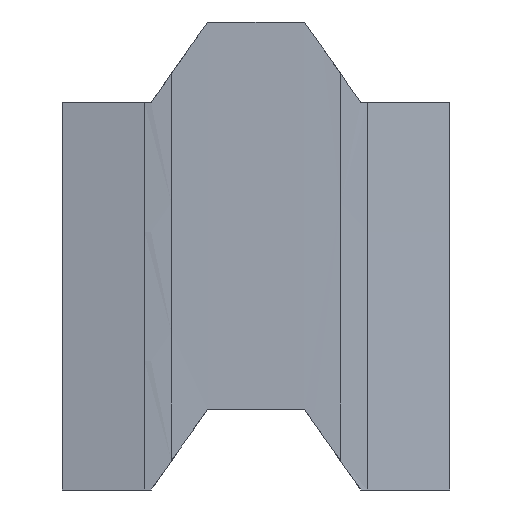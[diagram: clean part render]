
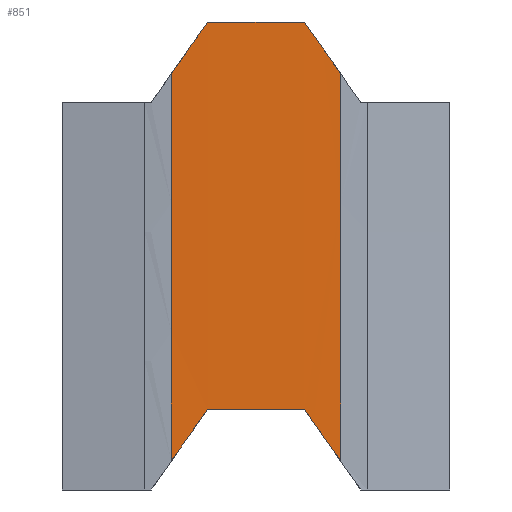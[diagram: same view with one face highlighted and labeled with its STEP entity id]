
A CAD part, front view. The second image highlights one B-rep face of the part: STEP entity #851.
In plain terms, the highlighted cylindrical face has radius 30000 mm (diameter 60000 mm), a partial arc.
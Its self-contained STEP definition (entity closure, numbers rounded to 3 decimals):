
#23=CYLINDRICAL_SURFACE('',#944,30000.);
#37=ELLIPSE('',#916,36623.238,30000.);
#40=ELLIPSE('',#923,36623.238,30000.);
#42=ELLIPSE('',#946,36623.238,30000.);
#43=ELLIPSE('',#947,36623.238,30000.);
#65=CIRCLE('',#943,30000.);
#66=CIRCLE('',#945,30000.);
#101=FACE_OUTER_BOUND('',#154,.T.);
#154=EDGE_LOOP('',(#633,#634,#635,#636,#637,#638,#639,#640));
#210=LINE('',#1315,#282);
#228=LINE('',#1411,#300);
#282=VECTOR('',#1033,10.);
#300=VECTOR('',#1109,10.);
#356=VERTEX_POINT('',#1300);
#357=VERTEX_POINT('',#1302);
#359=VERTEX_POINT('',#1313);
#367=VERTEX_POINT('',#1331);
#384=VERTEX_POINT('',#1392);
#386=VERTEX_POINT('',#1406);
#387=VERTEX_POINT('',#1408);
#388=VERTEX_POINT('',#1410);
#441=EDGE_CURVE('',#357,#356,#37,.T.);
#445=EDGE_CURVE('',#356,#359,#210,.T.);
#454=EDGE_CURVE('',#359,#367,#40,.T.);
#479=EDGE_CURVE('',#357,#384,#65,.T.);
#482=EDGE_CURVE('',#386,#367,#66,.T.);
#483=EDGE_CURVE('',#386,#387,#42,.T.);
#484=EDGE_CURVE('',#387,#388,#228,.T.);
#485=EDGE_CURVE('',#388,#384,#43,.T.);
#633=ORIENTED_EDGE('',*,*,#441,.T.);
#634=ORIENTED_EDGE('',*,*,#445,.T.);
#635=ORIENTED_EDGE('',*,*,#454,.T.);
#636=ORIENTED_EDGE('',*,*,#482,.F.);
#637=ORIENTED_EDGE('',*,*,#483,.T.);
#638=ORIENTED_EDGE('',*,*,#484,.T.);
#639=ORIENTED_EDGE('',*,*,#485,.T.);
#640=ORIENTED_EDGE('',*,*,#479,.F.);
#851=ADVANCED_FACE('',(#101),#23,.F.);
#916=AXIS2_PLACEMENT_3D('',#1303,#1027,#1028);
#923=AXIS2_PLACEMENT_3D('',#1338,#1047,#1048);
#943=AXIS2_PLACEMENT_3D('',#1393,#1101,#1102);
#944=AXIS2_PLACEMENT_3D('',#1405,#1103,#1104);
#945=AXIS2_PLACEMENT_3D('',#1407,#1105,#1106);
#946=AXIS2_PLACEMENT_3D('',#1409,#1107,#1108);
#947=AXIS2_PLACEMENT_3D('',#1412,#1110,#1111);
#1027=DIRECTION('center_axis',(0.819,0.,-0.574));
#1028=DIRECTION('ref_axis',(0.574,0.,0.819));
#1033=DIRECTION('',(1.,0.,0.));
#1047=DIRECTION('center_axis',(-0.819,0.,-0.574));
#1048=DIRECTION('ref_axis',(-0.574,0.,0.819));
#1101=DIRECTION('center_axis',(1.,0.,0.));
#1102=DIRECTION('ref_axis',(0.,1.,-0.006));
#1103=DIRECTION('center_axis',(1.,0.,0.));
#1104=DIRECTION('ref_axis',(0.,1.,0.));
#1105=DIRECTION('center_axis',(-1.,0.,0.));
#1106=DIRECTION('ref_axis',(0.,1.,-0.006));
#1107=DIRECTION('center_axis',(0.819,0.,0.574));
#1108=DIRECTION('ref_axis',(-0.574,0.,0.819));
#1109=DIRECTION('',(-1.,0.,0.));
#1110=DIRECTION('center_axis',(-0.819,0.,0.574));
#1111=DIRECTION('ref_axis',(0.574,0.,0.819));
#1300=CARTESIAN_POINT('',(-30.,-0.77,-215.));
#1302=CARTESIAN_POINT('',(-52.447,-1.017,-247.058));
#1303=CARTESIAN_POINT('Origin',(120.545,-30000.,0.));
#1313=CARTESIAN_POINT('',(30.,-0.77,-215.));
#1315=CARTESIAN_POINT('',(0.,-0.77,-215.));
#1331=CARTESIAN_POINT('',(52.447,-1.017,-247.058));
#1338=CARTESIAN_POINT('Origin',(-120.545,-30000.,0.));
#1392=CARTESIAN_POINT('',(-52.447,-0.001,-7.058));
#1393=CARTESIAN_POINT('Origin',(-52.447,-30000.,0.));
#1405=CARTESIAN_POINT('Origin',(0.,-30000.,0.));
#1406=CARTESIAN_POINT('',(52.447,-0.001,-7.058));
#1407=CARTESIAN_POINT('Origin',(52.447,-30000.,0.));
#1408=CARTESIAN_POINT('',(30.,-0.01,25.));
#1409=CARTESIAN_POINT('Origin',(47.505,-30000.,0.));
#1410=CARTESIAN_POINT('',(-30.,-0.01,25.));
#1411=CARTESIAN_POINT('',(0.,-0.01,25.));
#1412=CARTESIAN_POINT('Origin',(-47.505,-30000.,0.));
